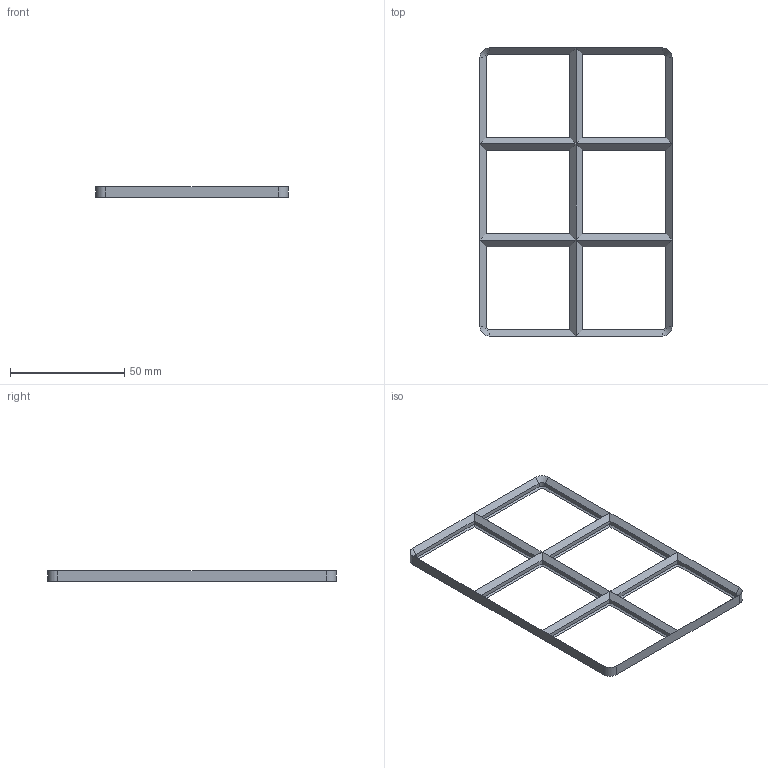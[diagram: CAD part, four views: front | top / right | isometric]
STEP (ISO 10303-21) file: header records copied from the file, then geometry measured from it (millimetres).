
FILE_DESCRIPTION(('Open CASCADE Model'),'2;1');
FILE_NAME('Open CASCADE Shape Model','2026-01-09T04:57:31',('Author'),( 'Open CASCADE'),'Open CASCADE STEP processor 7.6','Open CASCADE 7.6' ,'Unknown');
FILE_SCHEMA(('AP242_MANAGED_MODEL_BASED_3D_ENGINEERING_MIM_LF. {1 0 10303 442 1 1 4 }'));
Length unit declared in the file: millimetre
Products named in the file (1): Open CASCADE STEP translator 7.6 1
Bounding box: 84 x 126 x 4.65 mm (x, y, z)
Volume: 7569.1 mm3; surface area: 9978.5 mm2
Topology: 1 solids, 1 shells, 93 faces, 205 edges, 108 vertices
Faces by surface type: plane 77, cylinder 8, cone 8
Entity records: 4958 total; most frequent: CARTESIAN_POINT 969, DIRECTION 671, LINE 435, VECTOR 435, ORIENTED_EDGE 410, PCURVE 410, DEFINITIONAL_REPRESENTATION 410, EDGE_CURVE 205
